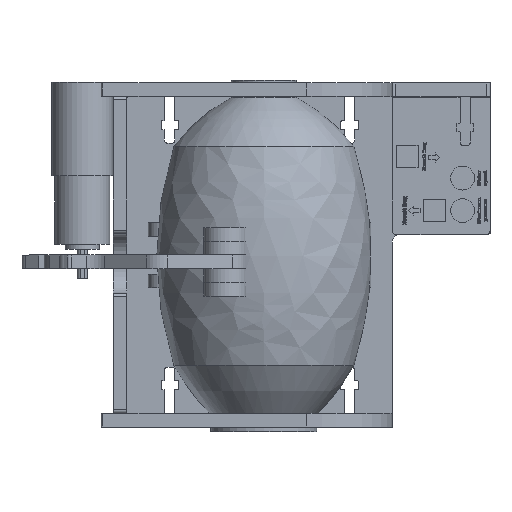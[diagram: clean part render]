
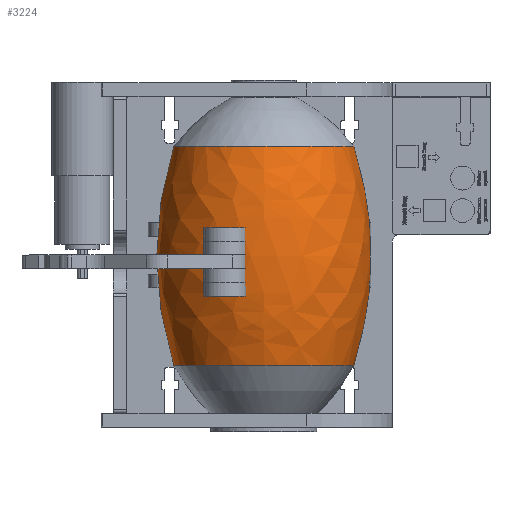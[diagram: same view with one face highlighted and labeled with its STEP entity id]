
A CAD part, top view. The second image highlights one B-rep face of the part: STEP entity #3224.
In plain terms, the highlighted free-form (B-spline) face has degree [3, 3] with [4, 7] control points.
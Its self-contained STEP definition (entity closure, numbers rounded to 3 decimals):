
#1625=(
BOUNDED_SURFACE()
B_SPLINE_SURFACE(3,3,((#33258,#33259,#33260,#33261,#33262,#33263,#33264),
(#33265,#33266,#33267,#33268,#33269,#33270,#33271),(#33272,#33273,#33274,
#33275,#33276,#33277,#33278),(#33279,#33280,#33281,#33282,#33283,#33284,
#33285)),.UNSPECIFIED.,.F.,.T.,.F.)
B_SPLINE_SURFACE_WITH_KNOTS((4,4),(1,3,3,3,1),(0.,1.),(-0.5,0.,0.5,1.,1.5),
 .UNSPECIFIED.)
GEOMETRIC_REPRESENTATION_ITEM()
RATIONAL_B_SPLINE_SURFACE(((1.,0.333,0.333,1.,0.333,
0.333,1.),(0.968,0.323,0.323,
0.968,0.323,0.323,0.968),
(0.968,0.323,0.323,0.968,
0.323,0.323,0.968),(1.,0.333,
0.333,1.,0.333,0.333,1.)))
REPRESENTATION_ITEM('')
SURFACE()
);
#2618=CIRCLE('',#24637,52.5);
#2619=CIRCLE('',#24638,52.5);
#2621=CIRCLE('',#24640,52.5);
#2622=CIRCLE('',#24641,52.5);
#2623=CIRCLE('',#24642,209.8);
#3224=ADVANCED_FACE('',(#5302),#1625,.T.);
#5302=FACE_OUTER_BOUND('',#6613,.T.);
#6613=EDGE_LOOP('',(#9937,#9938,#9939,#9940,#9941,#9942));
#9937=ORIENTED_EDGE('',*,*,#17974,.F.);
#9938=ORIENTED_EDGE('',*,*,#17975,.F.);
#9939=ORIENTED_EDGE('',*,*,#17976,.T.);
#9940=ORIENTED_EDGE('',*,*,#17972,.T.);
#9941=ORIENTED_EDGE('',*,*,#17971,.T.);
#9942=ORIENTED_EDGE('',*,*,#17976,.F.);
#15267=VERTEX_POINT('',#33221);
#15268=VERTEX_POINT('',#33222);
#15269=VERTEX_POINT('',#33254);
#15270=VERTEX_POINT('',#33255);
#17971=EDGE_CURVE('',#15267,#15268,#2618,.T.);
#17972=EDGE_CURVE('',#15268,#15267,#2619,.T.);
#17974=EDGE_CURVE('',#15269,#15270,#2621,.T.);
#17975=EDGE_CURVE('',#15270,#15269,#2622,.T.);
#17976=EDGE_CURVE('',#15270,#15268,#2623,.T.);
#24637=AXIS2_PLACEMENT_3D('',#33220,#27928,#27929);
#24638=AXIS2_PLACEMENT_3D('',#33223,#27930,#27931);
#24640=AXIS2_PLACEMENT_3D('',#33253,#27934,#27935);
#24641=AXIS2_PLACEMENT_3D('',#33256,#27936,#27937);
#24642=AXIS2_PLACEMENT_3D('',#33257,#27938,#27939);
#27928=DIRECTION('',(0.,0.,1.));
#27929=DIRECTION('',(1.,0.,0.));
#27930=DIRECTION('',(0.,0.,1.));
#27931=DIRECTION('',(1.,0.,0.));
#27934=DIRECTION('',(0.,0.,1.));
#27935=DIRECTION('',(1.,0.,0.));
#27936=DIRECTION('',(0.,0.,1.));
#27937=DIRECTION('',(1.,0.,0.));
#27938=DIRECTION('',(0.,-1.,0.));
#27939=DIRECTION('',(-1.,0.,0.));
#33220=CARTESIAN_POINT('',(0.,77.5,-156.5));
#33221=CARTESIAN_POINT('',(52.5,77.5,-156.5));
#33222=CARTESIAN_POINT('',(-52.5,77.5,-156.5));
#33223=CARTESIAN_POINT('',(0.,77.5,-156.5));
#33253=CARTESIAN_POINT('',(0.,77.5,-28.5));
#33254=CARTESIAN_POINT('',(52.5,77.5,-28.5));
#33255=CARTESIAN_POINT('',(-52.5,77.5,-28.5));
#33256=CARTESIAN_POINT('',(0.,77.5,-28.5));
#33257=CARTESIAN_POINT('',(147.3,77.5,-92.5));
#33258=CARTESIAN_POINT('',(52.5,77.5,-28.5));
#33259=CARTESIAN_POINT('',(52.5,182.5,-28.5));
#33260=CARTESIAN_POINT('',(-52.5,182.5,-28.5));
#33261=CARTESIAN_POINT('',(-52.5,77.5,-28.5));
#33262=CARTESIAN_POINT('',(-52.5,-27.5,-28.5));
#33263=CARTESIAN_POINT('',(52.5,-27.5,-28.5));
#33264=CARTESIAN_POINT('',(52.5,77.5,-28.5));
#33265=CARTESIAN_POINT('',(65.943,77.5,-70.467));
#33266=CARTESIAN_POINT('',(65.943,209.385,-70.467));
#33267=CARTESIAN_POINT('',(-65.943,209.385,-70.467));
#33268=CARTESIAN_POINT('',(-65.943,77.5,-70.467));
#33269=CARTESIAN_POINT('',(-65.943,-54.385,-70.467));
#33270=CARTESIAN_POINT('',(65.943,-54.385,-70.467));
#33271=CARTESIAN_POINT('',(65.943,77.5,-70.467));
#33272=CARTESIAN_POINT('',(65.943,77.5,-114.533));
#33273=CARTESIAN_POINT('',(65.943,209.385,-114.533));
#33274=CARTESIAN_POINT('',(-65.943,209.385,-114.533));
#33275=CARTESIAN_POINT('',(-65.943,77.5,-114.533));
#33276=CARTESIAN_POINT('',(-65.943,-54.385,-114.533));
#33277=CARTESIAN_POINT('',(65.943,-54.385,-114.533));
#33278=CARTESIAN_POINT('',(65.943,77.5,-114.533));
#33279=CARTESIAN_POINT('',(52.5,77.5,-156.5));
#33280=CARTESIAN_POINT('',(52.5,182.5,-156.5));
#33281=CARTESIAN_POINT('',(-52.5,182.5,-156.5));
#33282=CARTESIAN_POINT('',(-52.5,77.5,-156.5));
#33283=CARTESIAN_POINT('',(-52.5,-27.5,-156.5));
#33284=CARTESIAN_POINT('',(52.5,-27.5,-156.5));
#33285=CARTESIAN_POINT('',(52.5,77.5,-156.5));
